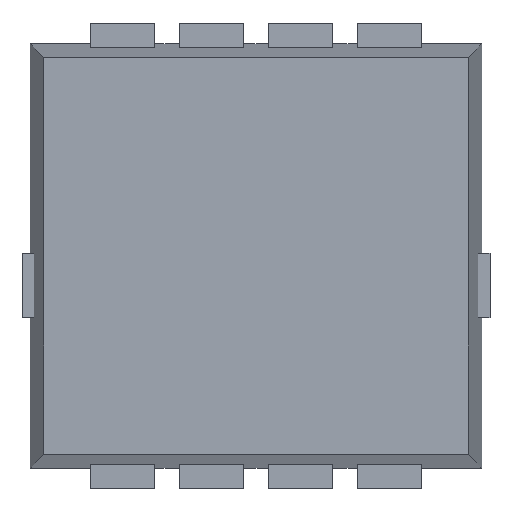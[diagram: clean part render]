
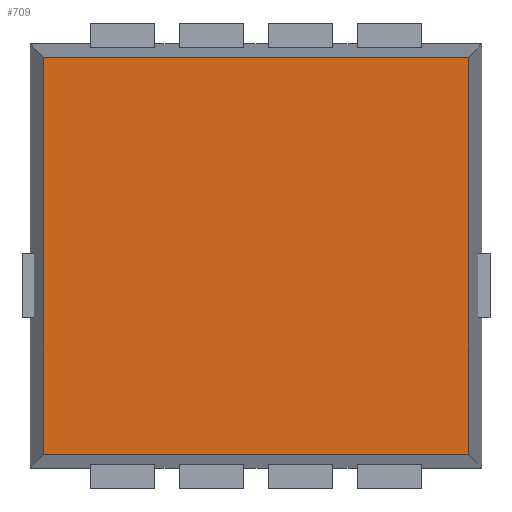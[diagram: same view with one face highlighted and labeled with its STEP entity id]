
A CAD part, top view. The second image highlights one B-rep face of the part: STEP entity #709.
In plain terms, the highlighted planar face has unit normal (0, 0, 1).
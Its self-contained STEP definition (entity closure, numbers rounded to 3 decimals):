
#9 = DIRECTION ( 'NONE',  ( 0., 1., 0. ) ) ;
#100 = VERTEX_POINT ( 'NONE', #389 ) ;
#148 = EDGE_CURVE ( 'NONE', #224, #100, #532, .T. ) ;
#181 = VECTOR ( 'NONE', #1954, 1000. ) ;
#224 = VERTEX_POINT ( 'NONE', #639 ) ;
#250 = CARTESIAN_POINT ( 'NONE',  ( 0.1, 0.1, 0.9 ) ) ;
#327 = CARTESIAN_POINT ( 'NONE',  ( 1.65, 0.1, 0.9 ) ) ;
#362 = ORIENTED_EDGE ( 'NONE', *, *, #148, .T. ) ;
#389 = CARTESIAN_POINT ( 'NONE',  ( 3.2, 3., 0.9 ) ) ;
#393 = EDGE_LOOP ( 'NONE', ( #1752, #1548, #362, #2308 ) ) ;
#528 = DIRECTION ( 'NONE',  ( 1., 0., 0. ) ) ;
#532 = LINE ( 'NONE', #1563, #1158 ) ;
#570 = EDGE_CURVE ( 'NONE', #1285, #224, #1549, .T. ) ;
#639 = CARTESIAN_POINT ( 'NONE',  ( 3.2, 0.1, 0.9 ) ) ;
#709 = ADVANCED_FACE ( 'NONE', ( #923 ), #2117, .T. ) ;
#787 = EDGE_CURVE ( 'NONE', #1579, #1285, #1996, .T. ) ;
#923 = FACE_OUTER_BOUND ( 'NONE', #393, .T. ) ;
#1158 = VECTOR ( 'NONE', #9, 1000. ) ;
#1179 = CARTESIAN_POINT ( 'NONE',  ( 0.1, 1.55, 0.9 ) ) ;
#1220 = DIRECTION ( 'NONE',  ( -1., 0., 0. ) ) ;
#1285 = VERTEX_POINT ( 'NONE', #250 ) ;
#1376 = DIRECTION ( 'NONE',  ( 0., 0., 1. ) ) ;
#1412 = AXIS2_PLACEMENT_3D ( 'NONE', #1743, #1376, #1925 ) ;
#1491 = CARTESIAN_POINT ( 'NONE',  ( 0.1, 3., 0.9 ) ) ;
#1548 = ORIENTED_EDGE ( 'NONE', *, *, #570, .T. ) ;
#1549 = LINE ( 'NONE', #327, #2447 ) ;
#1563 = CARTESIAN_POINT ( 'NONE',  ( 3.2, 1.55, 0.9 ) ) ;
#1579 = VERTEX_POINT ( 'NONE', #1491 ) ;
#1743 = CARTESIAN_POINT ( 'NONE',  ( 1.65, 1.55, 0.9 ) ) ;
#1752 = ORIENTED_EDGE ( 'NONE', *, *, #787, .T. ) ;
#1800 = CARTESIAN_POINT ( 'NONE',  ( 1.65, 3., 0.9 ) ) ;
#1890 = VECTOR ( 'NONE', #1220, 1000. ) ;
#1925 = DIRECTION ( 'NONE',  ( 1., 0., 0. ) ) ;
#1954 = DIRECTION ( 'NONE',  ( 0., -1., 0. ) ) ;
#1996 = LINE ( 'NONE', #1179, #181 ) ;
#2007 = LINE ( 'NONE', #1800, #1890 ) ;
#2117 = PLANE ( 'NONE',  #1412 ) ;
#2308 = ORIENTED_EDGE ( 'NONE', *, *, #2361, .T. ) ;
#2361 = EDGE_CURVE ( 'NONE', #100, #1579, #2007, .T. ) ;
#2447 = VECTOR ( 'NONE', #528, 1000. ) ;
